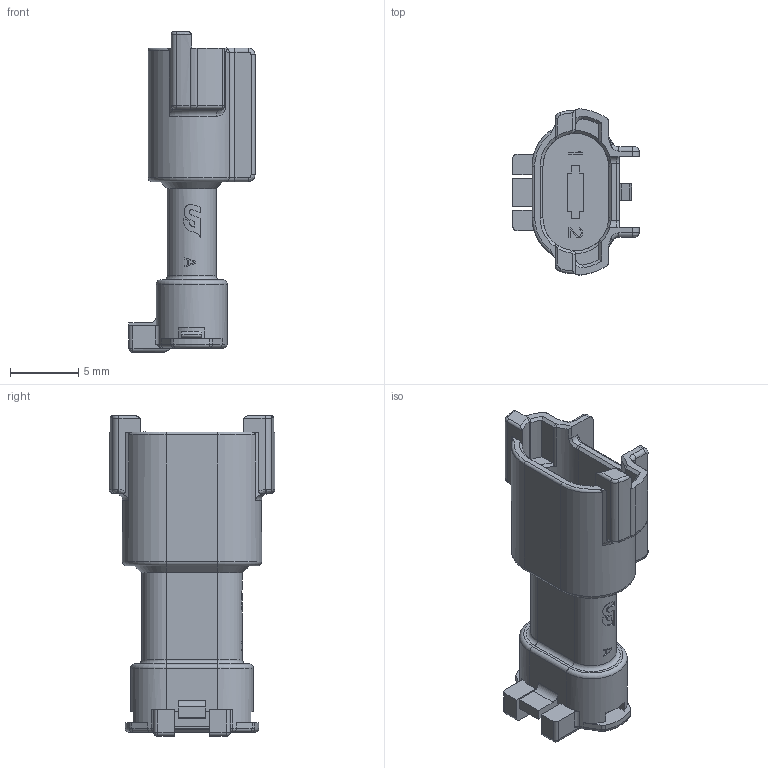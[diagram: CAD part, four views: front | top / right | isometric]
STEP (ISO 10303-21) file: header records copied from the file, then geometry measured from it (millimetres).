
FILE_DESCRIPTION((''),'2;1');
FILE_NAME('C_KH1700120_REV2','2018-10-15T',('solhlee'),(''),'CREO PARAMETRIC BY PTC INC, 2015480','CREO PARAMETRIC BY PTC INC, 2015480','');
FILE_SCHEMA(('CONFIG_CONTROL_DESIGN'));
Length unit declared in the file: millimetre
Products named in the file (1): C_KH1700120_REV2
Bounding box: 9.25 x 12.17 x 23.5 mm (x, y, z)
Volume: 660.8 mm3; surface area: 1039.6 mm2
Topology: 1 solids, 1 shells, 388 faces, 1000 edges, 626 vertices
Faces by surface type: plane 192, cylinder 106, torus 40, cone 24, bspline 22, sphere 4
Entity records: 13305 total; most frequent: CARTESIAN_POINT 3983, ORIENTED_EDGE 1996, DIRECTION 1874, EDGE_CURVE 998, AXIS2_PLACEMENT_3D 650, VERTEX_POINT 626, VECTOR 574, LINE 574
